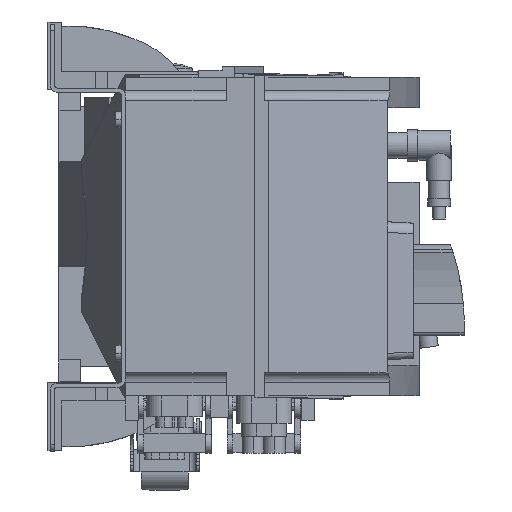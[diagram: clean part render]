
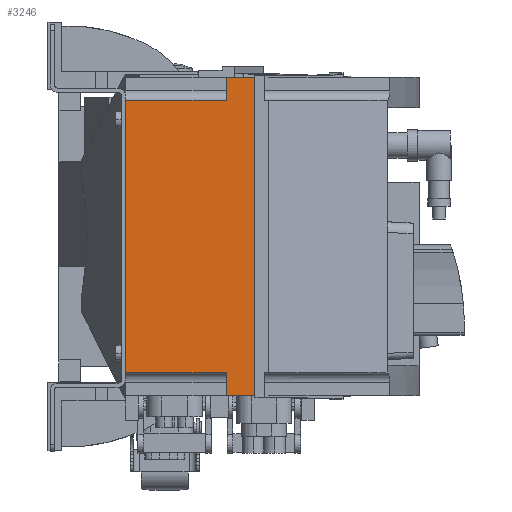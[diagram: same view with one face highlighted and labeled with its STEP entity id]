
A CAD part, left-side view. The second image highlights one B-rep face of the part: STEP entity #3246.
In plain terms, the highlighted planar face has unit normal (-1, 0, 0).
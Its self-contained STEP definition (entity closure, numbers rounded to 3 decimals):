
#3246=ADVANCED_FACE('',(#6821),#6822,.T.);
#6821=FACE_OUTER_BOUND('',#10618,.T.);
#6822=PLANE('',#10619);
#10618=EDGE_LOOP('',(#20655,#20656,#20657,#20658,#20659,#20660,#20661,#20662));
#10619=AXIS2_PLACEMENT_3D('',#20663,#20664,#20665);
#20655=ORIENTED_EDGE('',*,*,#26472,.T.);
#20656=ORIENTED_EDGE('',*,*,#26523,.T.);
#20657=ORIENTED_EDGE('',*,*,#26079,.T.);
#20658=ORIENTED_EDGE('',*,*,#26524,.T.);
#20659=ORIENTED_EDGE('',*,*,#26525,.T.);
#20660=ORIENTED_EDGE('',*,*,#26223,.F.);
#20661=ORIENTED_EDGE('',*,*,#26526,.T.);
#20662=ORIENTED_EDGE('',*,*,#26519,.T.);
#20663=CARTESIAN_POINT('',(-288.2,-47.5,-84.6));
#20664=DIRECTION('',(-1.0,0.0,0.0));
#20665=DIRECTION('',(0.0,-1.0,0.0));
#26079=EDGE_CURVE('',#32250,#32248,#32251,.T.);
#26223=EDGE_CURVE('',#32491,#32493,#32494,.T.);
#26472=EDGE_CURVE('',#32844,#32842,#32845,.T.);
#26519=EDGE_CURVE('',#32914,#32844,#32915,.T.);
#26523=EDGE_CURVE('',#32842,#32250,#32920,.T.);
#26524=EDGE_CURVE('',#32248,#32921,#32922,.T.);
#26525=EDGE_CURVE('',#32921,#32493,#32923,.T.);
#26526=EDGE_CURVE('',#32491,#32914,#32924,.T.);
#32248=VERTEX_POINT('',#43953);
#32250=VERTEX_POINT('',#43956);
#32251=LINE('',#43957,#43958);
#32491=VERTEX_POINT('',#44300);
#32493=VERTEX_POINT('',#44303);
#32494=LINE('',#44304,#44305);
#32842=VERTEX_POINT('',#44764);
#32844=VERTEX_POINT('',#44767);
#32845=LINE('',#44768,#44769);
#32914=VERTEX_POINT('',#44923);
#32915=LINE('',#44924,#44925);
#32920=LINE('',#44931,#44932);
#32921=VERTEX_POINT('',#44933);
#32922=LINE('',#44934,#44935);
#32923=LINE('',#44936,#44937);
#32924=LINE('',#44938,#44939);
#43953=CARTESIAN_POINT('',(-288.2,-84.0,-15.1));
#43956=CARTESIAN_POINT('',(-288.2,-97.5,-15.1));
#43957=CARTESIAN_POINT('',(-288.2,-64.737,-15.1));
#43958=VECTOR('',#50300,1.0);
#44300=CARTESIAN_POINT('',(-288.2,-36.5,-154.2));
#44303=CARTESIAN_POINT('',(-288.2,-36.5,-26.0));
#44304=CARTESIAN_POINT('',(-288.2,-36.5,-87.35));
#44305=VECTOR('',#50452,1.0);
#44764=CARTESIAN_POINT('',(-288.2,-97.5,-165.1));
#44767=CARTESIAN_POINT('',(-288.2,-84.0,-165.1));
#44768=CARTESIAN_POINT('',(-288.2,-64.737,-165.1));
#44769=VECTOR('',#50769,1.0);
#44923=CARTESIAN_POINT('',(-288.2,-84.0,-154.2));
#44924=CARTESIAN_POINT('',(-288.2,-84.0,-124.15));
#44925=VECTOR('',#50806,1.0);
#44931=CARTESIAN_POINT('',(-288.2,-97.5,-84.6));
#44932=VECTOR('',#50811,1.0);
#44933=CARTESIAN_POINT('',(-288.2,-84.0,-26.0));
#44934=CARTESIAN_POINT('',(-288.2,-84.0,-50.55));
#44935=VECTOR('',#50812,1.0);
#44936=CARTESIAN_POINT('',(-288.2,-28.25,-26.0));
#44937=VECTOR('',#50813,1.0);
#44938=CARTESIAN_POINT('',(-288.2,-28.25,-154.2));
#44939=VECTOR('',#50814,1.0);
#50300=DIRECTION('',(0.0,1.0,0.0));
#50452=DIRECTION('',(0.0,0.0,1.0));
#50769=DIRECTION('',(-0.0,-1.0,-0.0));
#50806=DIRECTION('',(-0.0,-0.0,-1.0));
#50811=DIRECTION('',(0.0,0.0,1.0));
#50812=DIRECTION('',(-0.0,-0.0,-1.0));
#50813=DIRECTION('',(0.0,1.0,-0.0));
#50814=DIRECTION('',(-0.0,-1.0,-0.0));
